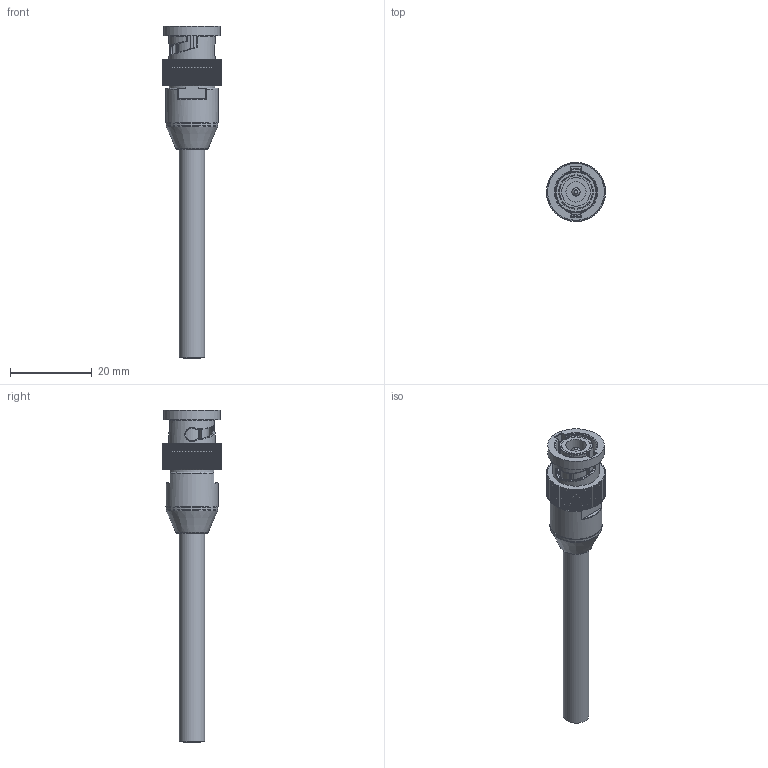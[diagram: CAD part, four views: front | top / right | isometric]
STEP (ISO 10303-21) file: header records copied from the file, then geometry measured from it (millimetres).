
FILE_DESCRIPTION(/* description */ (''),/* implementation_level */ '2;1');
FILE_NAME(/* name */ 'FN.stp',/* time_stamp */ '2017-05-03T17:37:52-04:00',/* author */ ('aneininger'),/* organization */ ('CONNECTION TECHNOLOGY CENTER'),/* preprocessor_version */ 'ST-DEVELOPER v16.5',/* originating_system */ 'Autodesk Inventor 2017',/* authorisation */ '');
FILE_SCHEMA (('AUTOMOTIVE_DESIGN { 1 0 10303 214 3 1 1 }'));
Length unit declared in the file: inch
Products named in the file (1): Part28
Bounding box: 14.49 x 14.49 x 81.03 mm (x, y, z)
Volume: 4794.4 mm3; surface area: 3293 mm2
Topology: 1 solids, 1 shells, 554 faces, 1390 edges, 907 vertices
Faces by surface type: cylinder 258, plane 228, bspline 37, torus 27, cone 4
Full cylindrical faces by diameter (mm): 0.127 x19, 0.203 x38, 1.981 x1, 2.032 x1, 3.353 x1, 3.988 x1, 4.115 x1, 4.142 x1, 4.267 x1, 4.953 x1, 6.223 x1, 9.944 x1, 11.303 x1, 12.7 x2, 13.843 x1
Entity records: 20057 total; most frequent: CARTESIAN_POINT 6615, ORIENTED_EDGE 2616, DIRECTION 2587, EDGE_CURVE 1305, AXIS2_PLACEMENT_3D 1038, VERTEX_POINT 901, EDGE_LOOP 704, STYLED_ITEM 554
